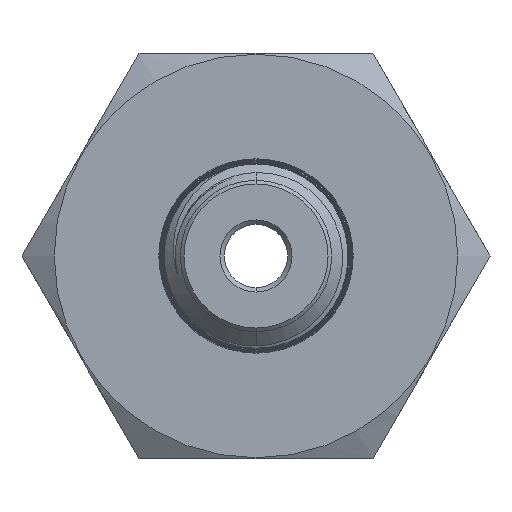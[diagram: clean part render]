
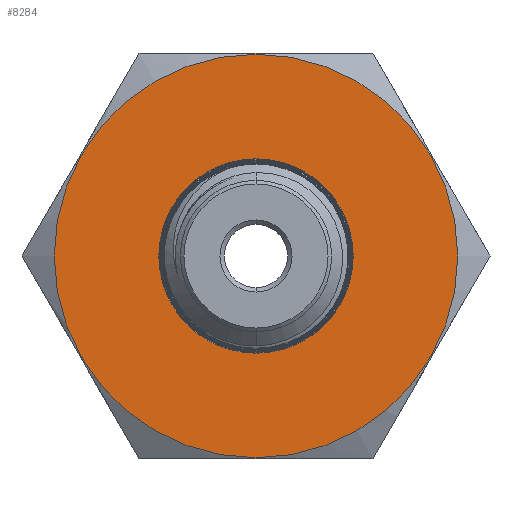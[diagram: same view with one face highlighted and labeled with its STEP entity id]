
A CAD part, left-side view. The second image highlights one B-rep face of the part: STEP entity #8284.
In plain terms, the highlighted planar face has unit normal (-1, 0, 0).
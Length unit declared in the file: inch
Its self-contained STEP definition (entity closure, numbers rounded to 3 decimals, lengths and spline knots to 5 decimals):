
#10 = EDGE_CURVE ( 'NONE', #5310, #256, #6021, .T. ) ;
#18 = CIRCLE ( 'NONE', #2967, 0.27 ) ;
#148 = DIRECTION ( 'NONE',  ( -1., 0., 0. ) ) ;
#256 = VERTEX_POINT ( 'NONE', #7629 ) ;
#380 = DIRECTION ( 'NONE',  ( 1., 0., 0. ) ) ;
#734 = AXIS2_PLACEMENT_3D ( 'NONE', #8789, #8834, #9889 ) ;
#767 = CARTESIAN_POINT ( 'NONE',  ( 0.87, 0., 0. ) ) ;
#1911 = EDGE_CURVE ( 'NONE', #7240, #9405, #18, .T. ) ;
#2306 = ORIENTED_EDGE ( 'NONE', *, *, #10, .T. ) ;
#2341 = CARTESIAN_POINT ( 'NONE',  ( 0.87, 0., -0.27 ) ) ;
#2342 = ORIENTED_EDGE ( 'NONE', *, *, #1911, .F. ) ;
#2710 = FACE_BOUND ( 'NONE', #10944, .T. ) ;
#2858 = DIRECTION ( 'NONE',  ( 0., 0., 1. ) ) ;
#2967 = AXIS2_PLACEMENT_3D ( 'NONE', #3779, #148, #2858 ) ;
#3061 = AXIS2_PLACEMENT_3D ( 'NONE', #7924, #5138, #6015 ) ;
#3148 = EDGE_CURVE ( 'NONE', #256, #5310, #10758, .T. ) ;
#3717 = ORIENTED_EDGE ( 'NONE', *, *, #3148, .T. ) ;
#3779 = CARTESIAN_POINT ( 'NONE',  ( 0.87, 0., 0. ) ) ;
#4078 = AXIS2_PLACEMENT_3D ( 'NONE', #767, #9245, #7365 ) ;
#4505 = CIRCLE ( 'NONE', #3061, 0.27 ) ;
#5138 = DIRECTION ( 'NONE',  ( -1., 0., 0. ) ) ;
#5310 = VERTEX_POINT ( 'NONE', #5869 ) ;
#5869 = CARTESIAN_POINT ( 'NONE',  ( 0.87, 0., -0.56 ) ) ;
#5935 = ORIENTED_EDGE ( 'NONE', *, *, #6645, .F. ) ;
#6015 = DIRECTION ( 'NONE',  ( 0., 0., 1. ) ) ;
#6021 = CIRCLE ( 'NONE', #734, 0.56 ) ;
#6215 = CARTESIAN_POINT ( 'NONE',  ( 0.87, 0.5, 0. ) ) ;
#6645 = EDGE_CURVE ( 'NONE', #9405, #7240, #4505, .T. ) ;
#7240 = VERTEX_POINT ( 'NONE', #8546 ) ;
#7365 = DIRECTION ( 'NONE',  ( 0., 0., 1. ) ) ;
#7629 = CARTESIAN_POINT ( 'NONE',  ( 0.87, 0., 0.56 ) ) ;
#7782 = FACE_OUTER_BOUND ( 'NONE', #12389, .T. ) ;
#7924 = CARTESIAN_POINT ( 'NONE',  ( 0.87, 0., 0. ) ) ;
#8284 = ADVANCED_FACE ( 'NONE', ( #7782, #2710 ), #11925, .F. ) ;
#8401 = AXIS2_PLACEMENT_3D ( 'NONE', #6215, #380, #9925 ) ;
#8546 = CARTESIAN_POINT ( 'NONE',  ( 0.87, 0., 0.27 ) ) ;
#8789 = CARTESIAN_POINT ( 'NONE',  ( 0.87, 0., 0. ) ) ;
#8834 = DIRECTION ( 'NONE',  ( -1., 0., 0. ) ) ;
#9245 = DIRECTION ( 'NONE',  ( -1., 0., 0. ) ) ;
#9405 = VERTEX_POINT ( 'NONE', #2341 ) ;
#9889 = DIRECTION ( 'NONE',  ( 0., 0., 1. ) ) ;
#9925 = DIRECTION ( 'NONE',  ( 0., 0., -1. ) ) ;
#10758 = CIRCLE ( 'NONE', #4078, 0.56 ) ;
#10944 = EDGE_LOOP ( 'NONE', ( #2342, #5935 ) ) ;
#11925 = PLANE ( 'NONE',  #8401 ) ;
#12389 = EDGE_LOOP ( 'NONE', ( #2306, #3717 ) ) ;
